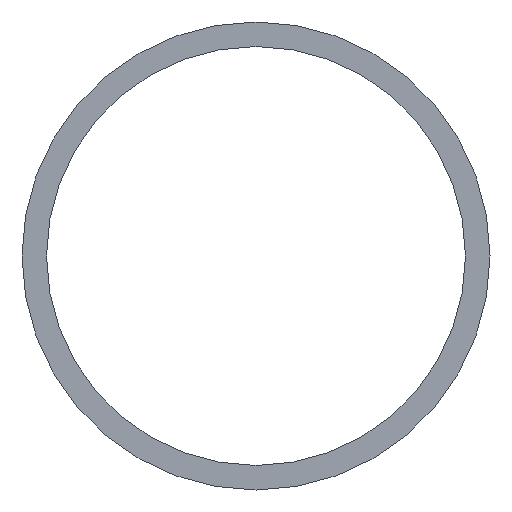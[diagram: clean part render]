
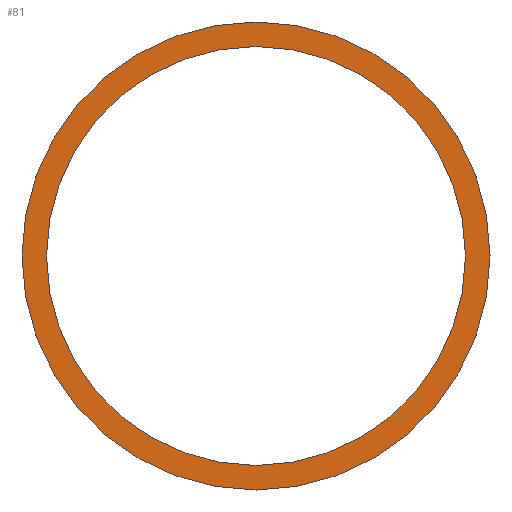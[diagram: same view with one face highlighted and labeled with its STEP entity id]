
A CAD part, front view. The second image highlights one B-rep face of the part: STEP entity #81.
In plain terms, the highlighted planar face has unit normal (0, -1, 0).
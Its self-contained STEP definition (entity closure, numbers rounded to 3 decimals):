
#7 = EDGE_CURVE ( 'NONE', #202, #10, #158, .T. ) ;
#10 = VERTEX_POINT ( 'NONE', #114 ) ;
#12 = DIRECTION ( 'NONE',  ( 0., 0., 1. ) ) ;
#16 = EDGE_CURVE ( 'NONE', #10, #202, #132, .T. ) ;
#17 = FACE_OUTER_BOUND ( 'NONE', #175, .T. ) ;
#34 = AXIS2_PLACEMENT_3D ( 'NONE', #144, #53, #37 ) ;
#37 = DIRECTION ( 'NONE',  ( 0., 0., 1. ) ) ;
#38 = DIRECTION ( 'NONE',  ( 0., 1., 0. ) ) ;
#48 = EDGE_LOOP ( 'NONE', ( #78, #192 ) ) ;
#53 = DIRECTION ( 'NONE',  ( 0., 1., 0. ) ) ;
#59 = VERTEX_POINT ( 'NONE', #95 ) ;
#75 = DIRECTION ( 'NONE',  ( 0., 1., 0. ) ) ;
#76 = CIRCLE ( 'NONE', #206, 163.1 ) ;
#78 = ORIENTED_EDGE ( 'NONE', *, *, #16, .T. ) ;
#79 = AXIS2_PLACEMENT_3D ( 'NONE', #159, #213, #98 ) ;
#81 = ADVANCED_FACE ( 'NONE', ( #17, #97 ), #169, .F. ) ;
#86 = CARTESIAN_POINT ( 'NONE',  ( 0., 0., 163.1 ) ) ;
#94 = EDGE_CURVE ( 'NONE', #162, #59, #112, .T. ) ;
#95 = CARTESIAN_POINT ( 'NONE',  ( 0., 0., -163.1 ) ) ;
#97 = FACE_BOUND ( 'NONE', #48, .T. ) ;
#98 = DIRECTION ( 'NONE',  ( 0., 0., 1. ) ) ;
#100 = CARTESIAN_POINT ( 'NONE',  ( 0., 0., 0. ) ) ;
#103 = CARTESIAN_POINT ( 'NONE',  ( 0., 0., 0. ) ) ;
#112 = CIRCLE ( 'NONE', #165, 163.1 ) ;
#114 = CARTESIAN_POINT ( 'NONE',  ( 0., 0., -146. ) ) ;
#116 = AXIS2_PLACEMENT_3D ( 'NONE', #103, #38, #134 ) ;
#124 = DIRECTION ( 'NONE',  ( 0., 1., 0. ) ) ;
#132 = CIRCLE ( 'NONE', #34, 146. ) ;
#134 = DIRECTION ( 'NONE',  ( 0., 0., 1. ) ) ;
#144 = CARTESIAN_POINT ( 'NONE',  ( 0., 0., 0. ) ) ;
#148 = DIRECTION ( 'NONE',  ( 0., 0., 1. ) ) ;
#157 = EDGE_CURVE ( 'NONE', #59, #162, #76, .T. ) ;
#158 = CIRCLE ( 'NONE', #79, 146. ) ;
#159 = CARTESIAN_POINT ( 'NONE',  ( 0., 0., 0. ) ) ;
#162 = VERTEX_POINT ( 'NONE', #86 ) ;
#165 = AXIS2_PLACEMENT_3D ( 'NONE', #100, #124, #148 ) ;
#168 = CARTESIAN_POINT ( 'NONE',  ( 0., 0., 146. ) ) ;
#169 = PLANE ( 'NONE',  #116 ) ;
#174 = CARTESIAN_POINT ( 'NONE',  ( 0., 0., 0. ) ) ;
#175 = EDGE_LOOP ( 'NONE', ( #214, #183 ) ) ;
#183 = ORIENTED_EDGE ( 'NONE', *, *, #94, .F. ) ;
#192 = ORIENTED_EDGE ( 'NONE', *, *, #7, .T. ) ;
#202 = VERTEX_POINT ( 'NONE', #168 ) ;
#206 = AXIS2_PLACEMENT_3D ( 'NONE', #174, #75, #12 ) ;
#213 = DIRECTION ( 'NONE',  ( 0., 1., 0. ) ) ;
#214 = ORIENTED_EDGE ( 'NONE', *, *, #157, .F. ) ;
